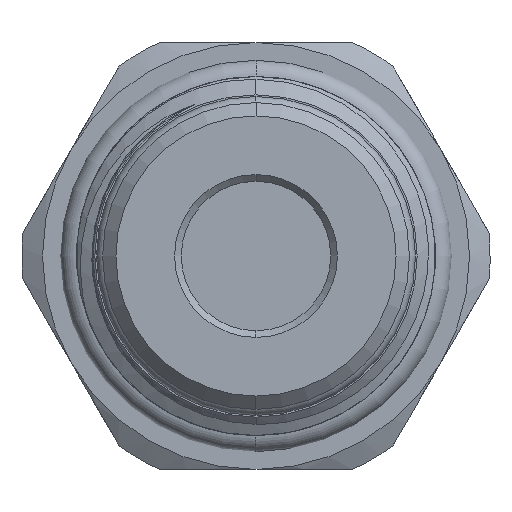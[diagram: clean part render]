
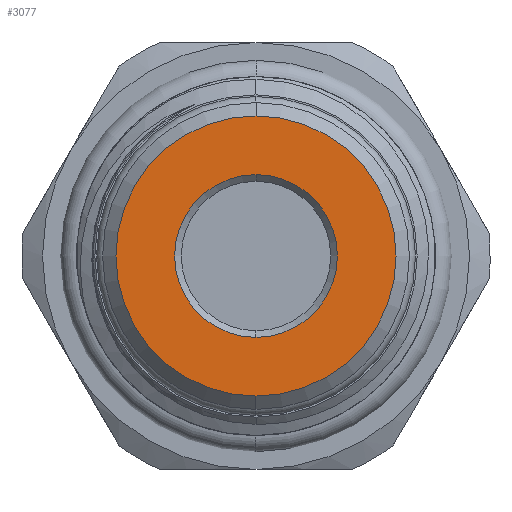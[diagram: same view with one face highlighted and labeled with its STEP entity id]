
A CAD part, left-side view. The second image highlights one B-rep face of the part: STEP entity #3077.
In plain terms, the highlighted planar face has unit normal (-1, 0, 0).
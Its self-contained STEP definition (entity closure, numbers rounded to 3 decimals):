
#131 = ORIENTED_EDGE ( 'NONE', *, *, #8529, .T. ) ;
#459 = DIRECTION ( 'NONE',  ( 0., 0., 1. ) ) ;
#814 = FACE_BOUND ( 'NONE', #1435, .T. ) ;
#1104 = EDGE_CURVE ( 'NONE', #8201, #14174, #13174, .T. ) ;
#1435 = EDGE_LOOP ( 'NONE', ( #131, #2151 ) ) ;
#1920 = DIRECTION ( 'NONE',  ( 1., 0., 0. ) ) ;
#1982 = EDGE_CURVE ( 'NONE', #14174, #8201, #3545, .T. ) ;
#2010 = VERTEX_POINT ( 'NONE', #11969 ) ;
#2151 = ORIENTED_EDGE ( 'NONE', *, *, #13418, .T. ) ;
#2553 = CARTESIAN_POINT ( 'NONE',  ( 1.5, 0., 0. ) ) ;
#3077 = ADVANCED_FACE ( 'NONE', ( #3837, #814 ), #12576, .F. ) ;
#3545 = CIRCLE ( 'NONE', #4072, 10.5 ) ;
#3806 = CARTESIAN_POINT ( 'NONE',  ( 1.5, 0., 0. ) ) ;
#3837 = FACE_OUTER_BOUND ( 'NONE', #4919, .T. ) ;
#3851 = CIRCLE ( 'NONE', #5263, 6.1 ) ;
#3952 = DIRECTION ( 'NONE',  ( 0., 0., 1. ) ) ;
#4072 = AXIS2_PLACEMENT_3D ( 'NONE', #3806, #10800, #3952 ) ;
#4919 = EDGE_LOOP ( 'NONE', ( #11130, #12011 ) ) ;
#5263 = AXIS2_PLACEMENT_3D ( 'NONE', #10354, #8047, #12589 ) ;
#5703 = AXIS2_PLACEMENT_3D ( 'NONE', #13304, #1920, #9902 ) ;
#6073 = AXIS2_PLACEMENT_3D ( 'NONE', #11477, #9337, #7030 ) ;
#6156 = VERTEX_POINT ( 'NONE', #13096 ) ;
#6555 = CARTESIAN_POINT ( 'NONE',  ( 1.5, 0., 10.5 ) ) ;
#7030 = DIRECTION ( 'NONE',  ( 0., 0., 1. ) ) ;
#7077 = DIRECTION ( 'NONE',  ( -1., 0., 0. ) ) ;
#8047 = DIRECTION ( 'NONE',  ( 1., 0., 0. ) ) ;
#8201 = VERTEX_POINT ( 'NONE', #8307 ) ;
#8307 = CARTESIAN_POINT ( 'NONE',  ( 1.5, 0., -10.5 ) ) ;
#8529 = EDGE_CURVE ( 'NONE', #6156, #2010, #3851, .T. ) ;
#9337 = DIRECTION ( 'NONE',  ( 1., 0., 0. ) ) ;
#9902 = DIRECTION ( 'NONE',  ( 0., 0., 1. ) ) ;
#10354 = CARTESIAN_POINT ( 'NONE',  ( 1.5, 0., 0. ) ) ;
#10800 = DIRECTION ( 'NONE',  ( -1., 0., 0. ) ) ;
#11130 = ORIENTED_EDGE ( 'NONE', *, *, #1982, .T. ) ;
#11288 = CIRCLE ( 'NONE', #5703, 6.1 ) ;
#11477 = CARTESIAN_POINT ( 'NONE',  ( 1.5, 0., 0. ) ) ;
#11969 = CARTESIAN_POINT ( 'NONE',  ( 1.5, 0., 6.1 ) ) ;
#12011 = ORIENTED_EDGE ( 'NONE', *, *, #1104, .T. ) ;
#12576 = PLANE ( 'NONE',  #6073 ) ;
#12589 = DIRECTION ( 'NONE',  ( 0., 0., 1. ) ) ;
#12658 = AXIS2_PLACEMENT_3D ( 'NONE', #2553, #7077, #459 ) ;
#13096 = CARTESIAN_POINT ( 'NONE',  ( 1.5, 0., -6.1 ) ) ;
#13174 = CIRCLE ( 'NONE', #12658, 10.5 ) ;
#13304 = CARTESIAN_POINT ( 'NONE',  ( 1.5, 0., 0. ) ) ;
#13418 = EDGE_CURVE ( 'NONE', #2010, #6156, #11288, .T. ) ;
#14174 = VERTEX_POINT ( 'NONE', #6555 ) ;
